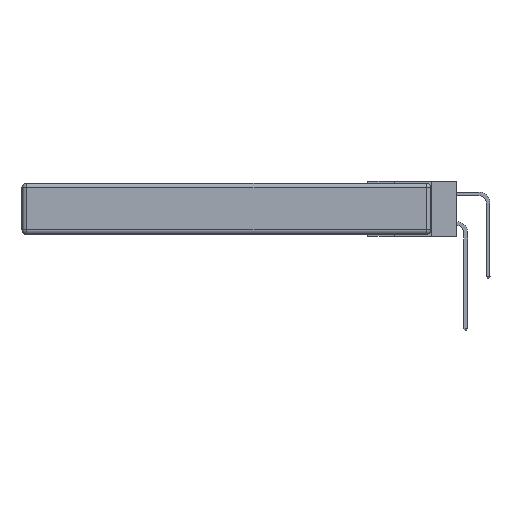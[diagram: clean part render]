
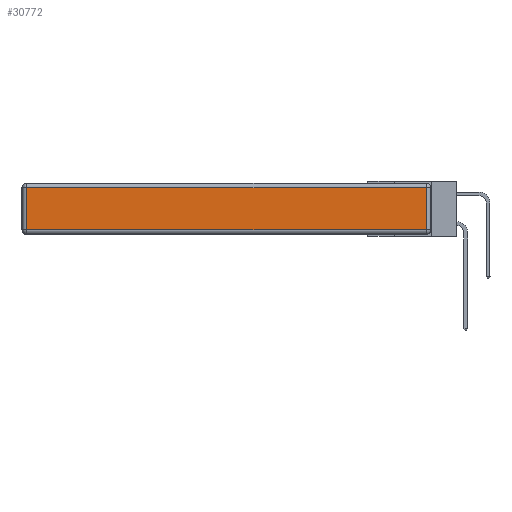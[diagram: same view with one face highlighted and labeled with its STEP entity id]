
A CAD part, left-side view. The second image highlights one B-rep face of the part: STEP entity #30772.
In plain terms, the highlighted planar face has unit normal (-1, 0, 0).
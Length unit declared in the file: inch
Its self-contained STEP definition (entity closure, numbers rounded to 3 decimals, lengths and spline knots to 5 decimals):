
#115 = VECTOR ( 'NONE', #1551, 39.37008 ) ;
#385 = DIRECTION ( 'NONE',  ( 0., 0., -1. ) ) ;
#1551 = DIRECTION ( 'NONE',  ( 0., -1., 0. ) ) ;
#2163 = CARTESIAN_POINT ( 'NONE',  ( 0., 2.72, -0.313 ) ) ;
#2345 = DIRECTION ( 'NONE',  ( 0., 0., 1. ) ) ;
#3292 = LINE ( 'NONE', #13349, #12545 ) ;
#6716 = VERTEX_POINT ( 'NONE', #10864 ) ;
#7209 = CARTESIAN_POINT ( 'NONE',  ( 0., 0., -0.313 ) ) ;
#7745 = PLANE ( 'NONE',  #25129 ) ;
#8304 = EDGE_CURVE ( 'NONE', #12758, #11169, #35903, .T. ) ;
#10864 = CARTESIAN_POINT ( 'NONE',  ( 0., 2.72, -0.03 ) ) ;
#11169 = VERTEX_POINT ( 'NONE', #22504 ) ;
#12503 = CARTESIAN_POINT ( 'NONE',  ( 0., 2.75, -0.03 ) ) ;
#12545 = VECTOR ( 'NONE', #385, 39.37008 ) ;
#12758 = VERTEX_POINT ( 'NONE', #36108 ) ;
#13034 = EDGE_CURVE ( 'NONE', #11169, #6716, #16468, .T. ) ;
#13349 = CARTESIAN_POINT ( 'NONE',  ( 0., 2.72, -0.343 ) ) ;
#16468 = LINE ( 'NONE', #12503, #32408 ) ;
#16799 = ORIENTED_EDGE ( 'NONE', *, *, #31904, .T. ) ;
#16876 = VECTOR ( 'NONE', #19092, 39.37008 ) ;
#17841 = EDGE_LOOP ( 'NONE', ( #35992, #18224, #33341, #16799 ) ) ;
#18224 = ORIENTED_EDGE ( 'NONE', *, *, #8304, .T. ) ;
#19092 = DIRECTION ( 'NONE',  ( 0., 0., 1. ) ) ;
#19265 = CARTESIAN_POINT ( 'NONE',  ( 0., 0., -0.343 ) ) ;
#20708 = DIRECTION ( 'NONE',  ( 0., 1., 0. ) ) ;
#22222 = LINE ( 'NONE', #7209, #115 ) ;
#22504 = CARTESIAN_POINT ( 'NONE',  ( 0., 0.03, -0.03 ) ) ;
#24091 = FACE_OUTER_BOUND ( 'NONE', #17841, .T. ) ;
#25129 = AXIS2_PLACEMENT_3D ( 'NONE', #19265, #33256, #2345 ) ;
#25676 = VERTEX_POINT ( 'NONE', #2163 ) ;
#26953 = EDGE_CURVE ( 'NONE', #25676, #12758, #22222, .T. ) ;
#30772 = ADVANCED_FACE ( 'NONE', ( #24091 ), #7745, .T. ) ;
#31904 = EDGE_CURVE ( 'NONE', #6716, #25676, #3292, .T. ) ;
#32408 = VECTOR ( 'NONE', #20708, 39.37008 ) ;
#33256 = DIRECTION ( 'NONE',  ( -1., 0., 0. ) ) ;
#33341 = ORIENTED_EDGE ( 'NONE', *, *, #13034, .T. ) ;
#35903 = LINE ( 'NONE', #36042, #16876 ) ;
#35992 = ORIENTED_EDGE ( 'NONE', *, *, #26953, .T. ) ;
#36042 = CARTESIAN_POINT ( 'NONE',  ( 0., 0.03, -0.343 ) ) ;
#36108 = CARTESIAN_POINT ( 'NONE',  ( 0., 0.03, -0.313 ) ) ;
